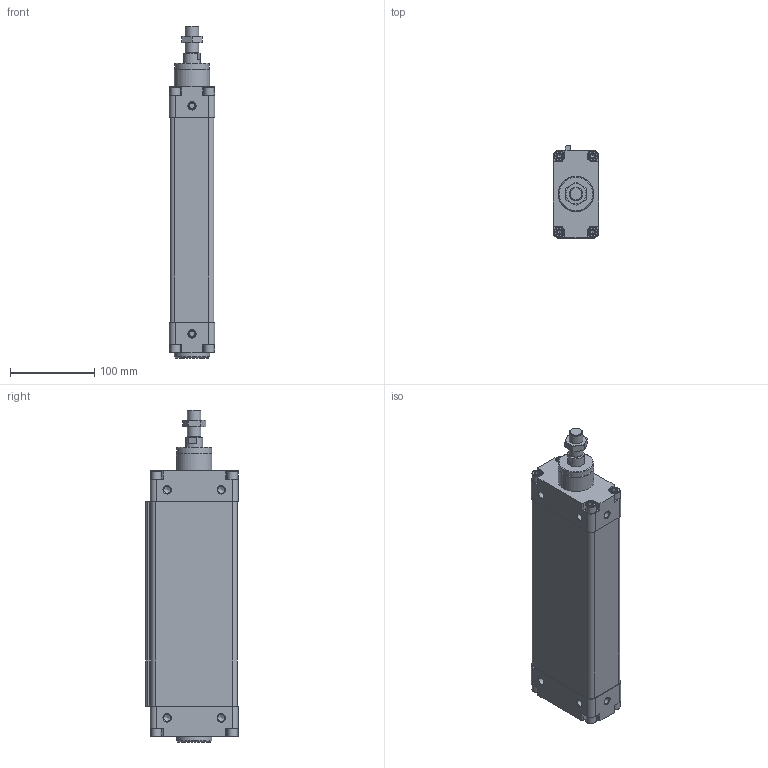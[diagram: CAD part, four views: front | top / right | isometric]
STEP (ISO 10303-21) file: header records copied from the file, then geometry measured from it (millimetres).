
FILE_DESCRIPTION(/* description */ ('STEP AP214'),/* implementation_level */ '2;1');
FILE_NAME(/* name */ '14081_DZH-63-200-PPV-A',/* time_stamp */ '2024-08-23T19:45:57+02:00',/* author */ ('License CC BY-ND 4.0'),/* organization */ ('CADENAS'),/* preprocessor_version */ 'ST-DEVELOPER v19.3',/* originating_system */ 'PARTsolutions',/* authorisation */ ' ');
FILE_SCHEMA (('AUTOMOTIVE_DESIGN {1 0 10303 214 3 1 1}'));
Length unit declared in the file: millimetre
Products named in the file (4): 14081 DZH-63-200-PPV-A---(0); 14081 DZH-63-200-PPV-A---(ZR); 14081 DZH-63-200-PPV-A---(KS); DIN-439-B - M16x1.5(F)
Assembly tree (3 placements, depth 2):
  14081 DZH-63-200-PPV-A---(0)
    14081 DZH-63-200-PPV-A---(ZR)
    14081 DZH-63-200-PPV-A---(KS)
    DIN-439-B - M16x1.5(F)
Bounding box: 54 x 109.3 x 393 mm (x, y, z)
Volume: 1161885.7 mm3; surface area: 213926.5 mm2
Topology: 3 solids, 3 shells, 376 faces, 899 edges, 558 vertices
Faces by surface type: plane 200, cylinder 97, cone 65, torus 14
Full cylindrical faces by diameter (mm): 4.917 x8, 8.376 x10, 9.459 x2, 12 x2, 12.5 x8, 14.1 x2, 14.376 x1, 14.95 x2, 16 x1, 20 x2, 41 x1, 42 x2
Entity records: 10243 total; most frequent: CARTESIAN_POINT 1939, DIRECTION 1757, ORIENTED_EDGE 1508, EDGE_CURVE 754, AXIS2_PLACEMENT_3D 691, VERTEX_POINT 541, FACE_BOUND 535, EDGE_LOOP 523
